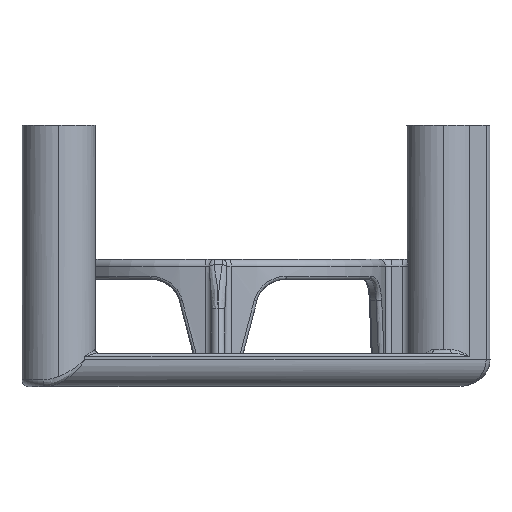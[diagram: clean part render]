
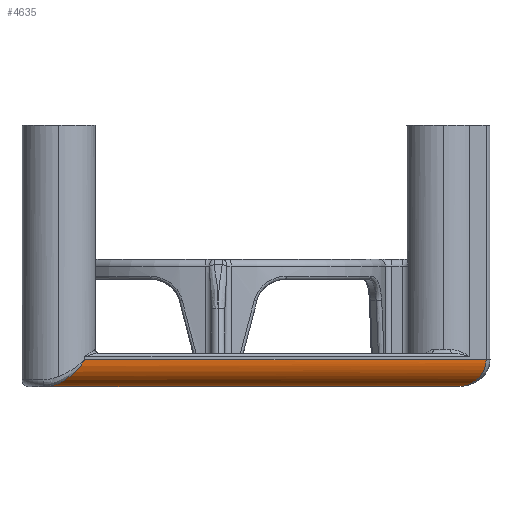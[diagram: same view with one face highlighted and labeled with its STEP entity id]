
A CAD part, left-side view. The second image highlights one B-rep face of the part: STEP entity #4635.
In plain terms, the highlighted cylindrical face has radius 4 mm (diameter 8 mm), a partial arc.
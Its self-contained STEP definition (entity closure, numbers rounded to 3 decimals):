
#1571 = LINE ( 'NONE', #3600, #1574 ) ;
#1574 = VECTOR ( 'NONE', #3601, 1000. ) ;
#1692 = CARTESIAN_POINT ( 'NONE',  ( -61.322, 61.322, 4. ) ) ;
#1701 = CARTESIAN_POINT ( 'NONE',  ( -61.629, 61.629, 3.527 ) ) ;
#1710 = CARTESIAN_POINT ( 'NONE',  ( -1.414, 1.414, 4. ) ) ;
#1712 = CARTESIAN_POINT ( 'NONE',  ( -1.414, 1.414, 1.657 ) ) ;
#1713 = CARTESIAN_POINT ( 'NONE',  ( -61.876, 61.994, 3.056 ) ) ;
#1714 = CARTESIAN_POINT ( 'NONE',  ( -62.144, 62.617, 2.381 ) ) ;
#1715 = CARTESIAN_POINT ( 'NONE',  ( -62.217, 62.839, 2.159 ) ) ;
#1716 = CARTESIAN_POINT ( 'NONE',  ( -62.324, 63.304, 1.737 ) ) ;
#1717 = CARTESIAN_POINT ( 'NONE',  ( -62.359, 63.546, 1.536 ) ) ;
#1718 = CARTESIAN_POINT ( 'NONE',  ( -62.389, 64.052, 1.156 ) ) ;
#1719 = CARTESIAN_POINT ( 'NONE',  ( -62.384, 64.317, 0.977 ) ) ;
#1720 = CARTESIAN_POINT ( 'NONE',  ( -62.328, 64.867, 0.652 ) ) ;
#1721 = CARTESIAN_POINT ( 'NONE',  ( -62.279, 65.147, 0.508 ) ) ;
#1722 = CARTESIAN_POINT ( 'NONE',  ( -62.133, 65.717, 0.268 ) ) ;
#1723 = CARTESIAN_POINT ( 'NONE',  ( -62.034, 66.011, 0.169 ) ) ;
#1724 = CARTESIAN_POINT ( 'NONE',  ( -61.796, 66.587, 0.036 ) ) ;
#1725 = CARTESIAN_POINT ( 'NONE',  ( -61.655, 66.871, 0. ) ) ;
#1726 = CARTESIAN_POINT ( 'NONE',  ( -61.493, 67.15, 0. ) ) ;
#1729 = CARTESIAN_POINT ( 'NONE',  ( -0.828, 3.172, 0. ) ) ;
#1730 = CARTESIAN_POINT ( 'NONE',  ( 0., 5.657, 0. ) ) ;
#3600 = CARTESIAN_POINT ( 'NONE',  ( 2.828, 2.828, 0. ) ) ;
#3601 = DIRECTION ( 'NONE',  ( -0.707, 0.707, 0. ) ) ;
#3872 = ORIENTED_EDGE ( 'NONE', *, *, #5603, .F. ) ;
#3873 = ORIENTED_EDGE ( 'NONE', *, *, #7084, .T. ) ;
#3874 = ORIENTED_EDGE ( 'NONE', *, *, #7960, .F. ) ;
#3875 = ORIENTED_EDGE ( 'NONE', *, *, #7085, .F. ) ;
#4635 = ADVANCED_FACE ( 'NONE', ( #10539 ), #10541, .T. ) ;
#4989 = VERTEX_POINT ( 'NONE', #11594 ) ;
#4990 = VERTEX_POINT ( 'NONE', #11595 ) ;
#5021 = VERTEX_POINT ( 'NONE', #11626 ) ;
#5023 = VERTEX_POINT ( 'NONE', #11628 ) ;
#5603 = EDGE_CURVE ( 'NONE', #5021, #5023, #10730, .T. ) ;
#6199 = EDGE_LOOP ( 'NONE', ( #3872, #3873, #3874, #3875 ) ) ;
#7084 = EDGE_CURVE ( 'NONE', #5021, #4990, #7522, .T. ) ;
#7085 = EDGE_CURVE ( 'NONE', #5023, #4989, #7523, .T. ) ;
#7522 = B_SPLINE_CURVE_WITH_KNOTS ( 'NONE', 3,
 ( #1692, #1701, #1713, #1714, #1715, #1716, #1717, #1718, #1719, #1720, #1721, #1722, #1723, #1724, #1725, #1726 ),
 .UNSPECIFIED., .F., .F.,
 ( 4, 2, 2, 2, 2, 2, 2, 4 ),
 ( 0., 0.002, 0.003, 0.004, 0.005, 0.006, 0.007, 0.008 ),
 .UNSPECIFIED. ) ;
#7523 =( BOUNDED_CURVE ( )  B_SPLINE_CURVE ( 3, ( #1710, #1712, #1729, #1730 ),
 .UNSPECIFIED., .F., .T. ) 
 B_SPLINE_CURVE_WITH_KNOTS ( ( 4, 4 ),
 ( 0., 1.571 ),
 .UNSPECIFIED. ) 
 CURVE ( )  GEOMETRIC_REPRESENTATION_ITEM ( )  RATIONAL_B_SPLINE_CURVE ( ( 1., 0.805, 0.805, 1. ) ) 
 REPRESENTATION_ITEM ( '' )  );
#7960 = EDGE_CURVE ( 'NONE', #4989, #4990, #1571, .T. ) ;
#9269 = AXIS2_PLACEMENT_3D ( 'NONE', #9623, #9620, #9619 ) ;
#9619 = DIRECTION ( 'NONE',  ( 0.707, 0.707, 0. ) ) ;
#9620 = DIRECTION ( 'NONE',  ( 0.707, -0.707, 0. ) ) ;
#9623 = CARTESIAN_POINT ( 'NONE',  ( -67.882, 73.539, 4. ) ) ;
#10539 = FACE_OUTER_BOUND ( 'NONE', #6199, .T. ) ;
#10541 = CYLINDRICAL_SURFACE ( 'NONE', #9269, 4. ) ;
#10730 = LINE ( 'NONE', #11853, #10735 ) ;
#10735 = VECTOR ( 'NONE', #11863, 1000. ) ;
#11594 = CARTESIAN_POINT ( 'NONE',  ( 0., 5.657, 0. ) ) ;
#11595 = CARTESIAN_POINT ( 'NONE',  ( -61.493, 67.15, 0. ) ) ;
#11626 = CARTESIAN_POINT ( 'NONE',  ( -61.322, 61.322, 4. ) ) ;
#11628 = CARTESIAN_POINT ( 'NONE',  ( -1.414, 1.414, 4. ) ) ;
#11853 = CARTESIAN_POINT ( 'NONE',  ( -70.711, 70.711, 4. ) ) ;
#11863 = DIRECTION ( 'NONE',  ( 0.707, -0.707, 0. ) ) ;
